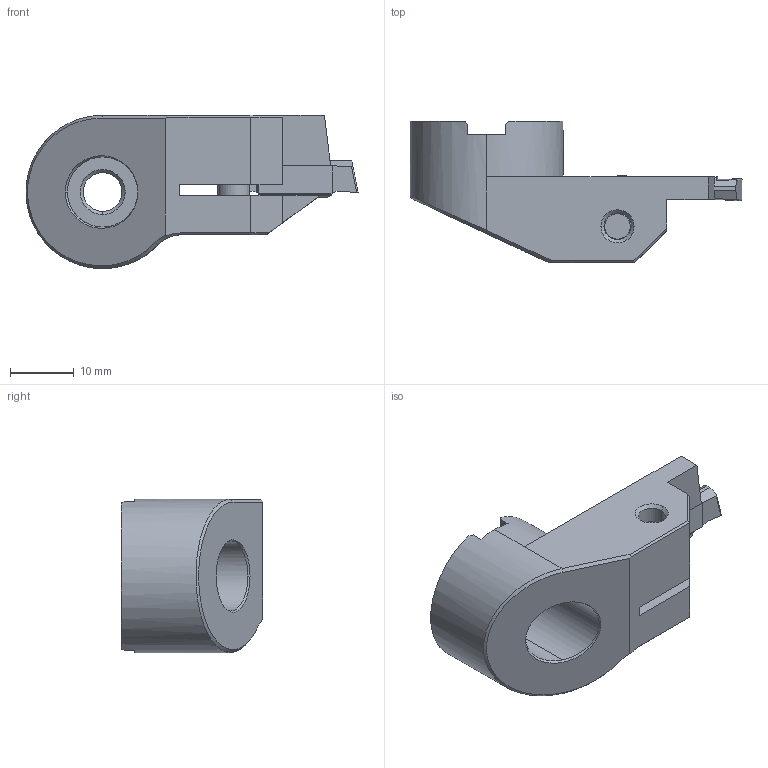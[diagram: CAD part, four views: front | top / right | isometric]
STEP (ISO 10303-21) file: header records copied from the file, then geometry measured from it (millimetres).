
FILE_DESCRIPTION(('no description'),'unknown implementation level');
FILE_NAME('5EC1D34B-8C87-42B5-918C-F39D72F89462_export.stp',' ',('CIMSOURCE GmbH'),('CADClick - KiM GmbH - www.kimweb.de'),'unknown preprocess','ACIS','unknown authorization');
FILE_SCHEMA(('automotive_design'));
Length unit declared in the file: millimetre
Products named in the file (3): 626.938 Kaiser ENH71 S4 200-235|626.938 Kaiser ENH71 S4 200-235;Schnitt-Linear austragen31; 626.938 Kaiser ENH71 S4 200-235|958.435 Kaiser NP4350 P20C_Einstechplatte 4mm;NONE; 626.938 Kaiser ENH71 S4 200-235|690.183 Kaiser ETL M5x12A;Verrundung1
Bounding box: 52 x 22.2 x 24 mm (x, y, z)
Volume: 10597.3 mm3; surface area: 5393.9 mm2
Topology: 3 solids, 4 shells, 143 faces, 374 edges, 242 vertices
Faces by surface type: plane 84, cylinder 40, cone 13, bspline 4, torus 2
Entity records: 9155 total; most frequent: CARTESIAN_POINT 1386, STYLED_ITEM 762, PRESENTATION_STYLE_ASSIGNMENT 762, COLOUR_RGB 762, ORIENTED_EDGE 748, DIRECTION 700, EDGE_CURVE 374, CURVE_STYLE 374
